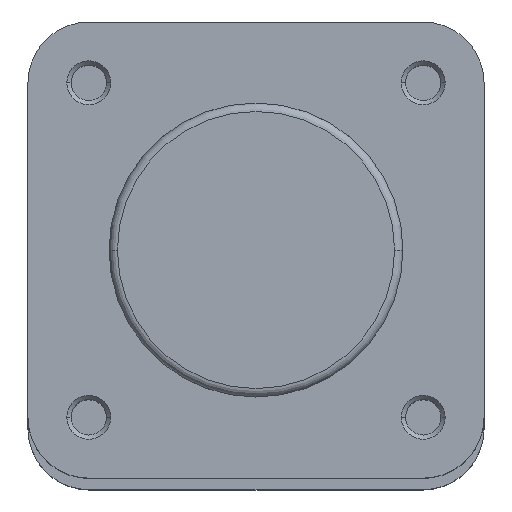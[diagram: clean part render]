
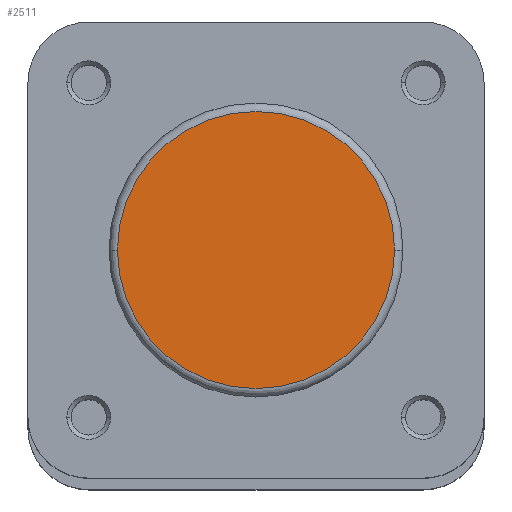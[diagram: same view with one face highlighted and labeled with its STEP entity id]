
A CAD part, top view. The second image highlights one B-rep face of the part: STEP entity #2511.
In plain terms, the highlighted planar face has unit normal (0, 0, 1).
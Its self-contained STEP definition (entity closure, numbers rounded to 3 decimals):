
#55 = ORIENTED_EDGE ( 'NONE', *, *, #4581, .T. ) ;
#56 = ORIENTED_EDGE ( 'NONE', *, *, #4624, .T. ) ;
#130 = EDGE_LOOP ( 'NONE', ( #56, #55 ) ) ;
#554 = FACE_OUTER_BOUND ( 'NONE', #130, .T. ) ;
#802 = CIRCLE ( 'NONE', #5234, 16.4 ) ;
#866 = CIRCLE ( 'NONE', #5259, 16.4 ) ;
#1189 = CARTESIAN_POINT ( 'NONE',  ( 0., 17.4, 0. ) ) ;
#1190 = PLANE ( 'NONE',  #5108 ) ;
#1192 = DIRECTION ( 'NONE',  ( 0., 0., -1. ) ) ;
#1193 = DIRECTION ( 'NONE',  ( -1., 0., 0. ) ) ;
#1698 = CARTESIAN_POINT ( 'NONE',  ( 0., 0., 0. ) ) ;
#1699 = DIRECTION ( 'NONE',  ( 0., 0., 1. ) ) ;
#1700 = DIRECTION ( 'NONE',  ( -1., 0., 0. ) ) ;
#1878 = CARTESIAN_POINT ( 'NONE',  ( 0., 0., 0. ) ) ;
#1892 = DIRECTION ( 'NONE',  ( 0., 0., 1. ) ) ;
#1894 = DIRECTION ( 'NONE',  ( -1., 0., 0. ) ) ;
#2511 = ADVANCED_FACE ( 'NONE', ( #554 ), #1190, .F. ) ;
#4193 = CARTESIAN_POINT ( 'NONE',  ( 16.4, 0., 0. ) ) ;
#4375 = CARTESIAN_POINT ( 'NONE',  ( -16.4, 0., 0. ) ) ;
#4581 = EDGE_CURVE ( 'NONE', #5507, #5691, #802, .T. ) ;
#4624 = EDGE_CURVE ( 'NONE', #5691, #5507, #866, .T. ) ;
#5108 = AXIS2_PLACEMENT_3D ( 'NONE', #1189, #1192, #1193 ) ;
#5234 = AXIS2_PLACEMENT_3D ( 'NONE', #1698, #1699, #1700 ) ;
#5259 = AXIS2_PLACEMENT_3D ( 'NONE', #1878, #1892, #1894 ) ;
#5507 = VERTEX_POINT ( 'NONE', #4193 ) ;
#5691 = VERTEX_POINT ( 'NONE', #4375 ) ;
